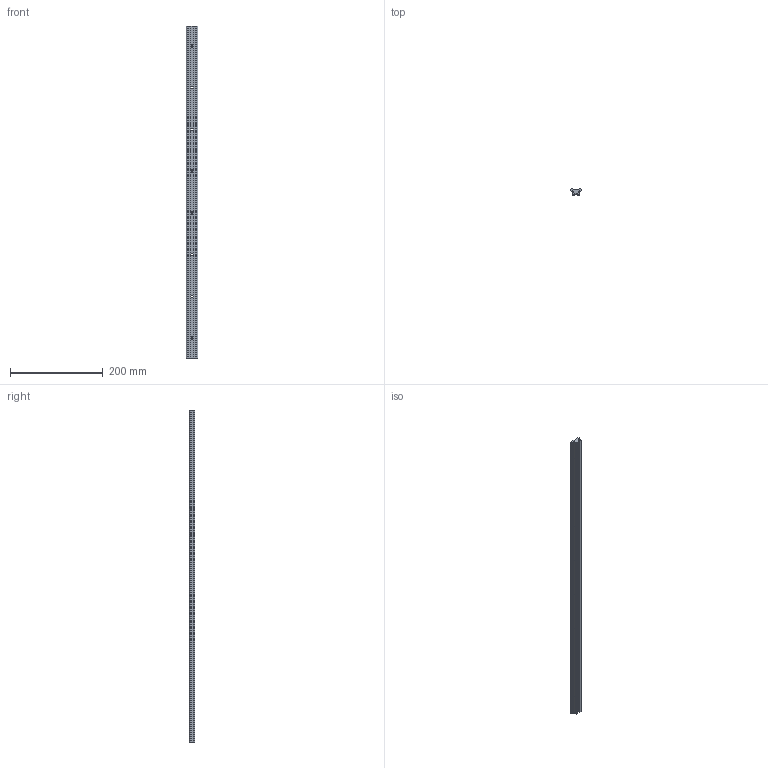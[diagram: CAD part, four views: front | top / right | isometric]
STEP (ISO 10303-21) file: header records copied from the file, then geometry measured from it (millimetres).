
FILE_DESCRIPTION (( 'STEP AP203' ), '1' );
FILE_NAME ('LVR-25-716.step', '2024-05-13T17:20:03', ( '' ), ( '' ), 'SwSTEP 2.0', 'SolidWorks 2023', '' );
FILE_SCHEMA (( 'CONFIG_CONTROL_DESIGN' ));
Length unit declared in the file: millimetre
Products named in the file (1): LVR-25-716
Bounding box: 25.45 x 12.66 x 716 mm (x, y, z)
Volume: 136497.4 mm3; surface area: 59080.8 mm2
Topology: 1 solids, 1 shells, 70 faces, 180 edges, 120 vertices
Faces by surface type: cylinder 44, plane 26
Entity records: 2281 total; most frequent: DIRECTION 410, CARTESIAN_POINT 371, ORIENTED_EDGE 360, EDGE_CURVE 180, AXIS2_PLACEMENT_3D 159, VERTEX_POINT 120, EDGE_LOOP 94, VECTOR 92
